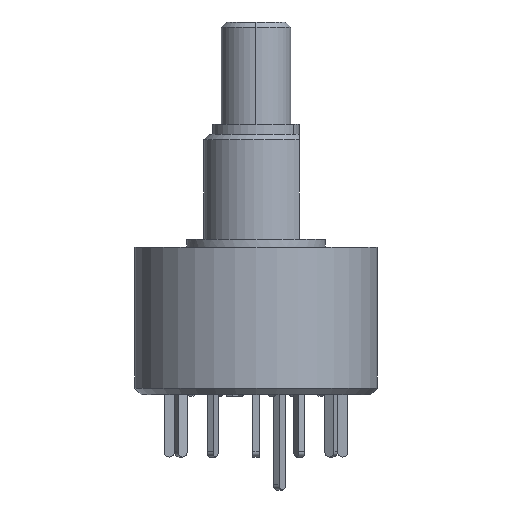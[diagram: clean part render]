
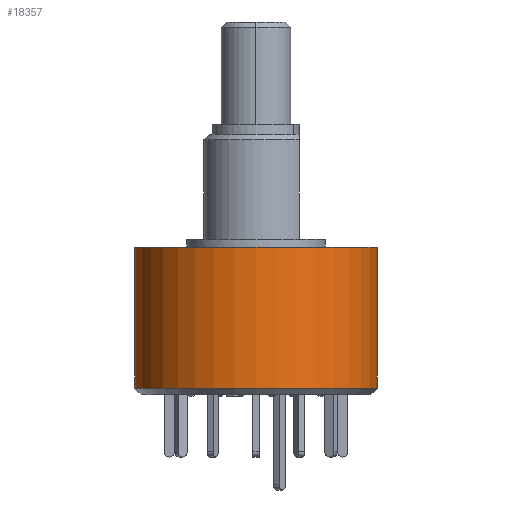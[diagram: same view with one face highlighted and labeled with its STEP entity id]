
A CAD part, left-side view. The second image highlights one B-rep face of the part: STEP entity #18357.
In plain terms, the highlighted cylindrical face has radius 7 mm (diameter 14 mm), a partial arc.
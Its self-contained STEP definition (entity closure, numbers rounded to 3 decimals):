
#36 = CYLINDRICAL_SURFACE ( 'NONE', #5432, 7. ) ;
#1033 = DIRECTION ( 'NONE',  ( 0., 0., -1. ) ) ;
#1929 = AXIS2_PLACEMENT_3D ( 'NONE', #15536, #16758, #12349 ) ;
#2553 = FACE_OUTER_BOUND ( 'NONE', #11559, .T. ) ;
#4782 = CARTESIAN_POINT ( 'NONE',  ( 0., 7., -8.574 ) ) ;
#4895 = CARTESIAN_POINT ( 'NONE',  ( 0., 7., -0.45 ) ) ;
#5000 = VECTOR ( 'NONE', #14997, 1000. ) ;
#5232 = CIRCLE ( 'NONE', #7537, 7. ) ;
#5356 = CARTESIAN_POINT ( 'NONE',  ( 0., -7., -0.45 ) ) ;
#5432 = AXIS2_PLACEMENT_3D ( 'NONE', #17914, #13178, #9180 ) ;
#5547 = EDGE_CURVE ( 'NONE', #9740, #18587, #15946, .T. ) ;
#5607 = VERTEX_POINT ( 'NONE', #7139 ) ;
#7139 = CARTESIAN_POINT ( 'NONE',  ( 0., 7., -0.45 ) ) ;
#7344 = EDGE_CURVE ( 'NONE', #5607, #12244, #10487, .T. ) ;
#7537 = AXIS2_PLACEMENT_3D ( 'NONE', #11012, #11076, #7866 ) ;
#7866 = DIRECTION ( 'NONE',  ( 0., -1., 0. ) ) ;
#9180 = DIRECTION ( 'NONE',  ( 0., 1., 0. ) ) ;
#9740 = VERTEX_POINT ( 'NONE', #12955 ) ;
#10487 = LINE ( 'NONE', #4895, #5000 ) ;
#11012 = CARTESIAN_POINT ( 'NONE',  ( 0., 0., -0.45 ) ) ;
#11076 = DIRECTION ( 'NONE',  ( 0., 0., 1. ) ) ;
#11559 = EDGE_LOOP ( 'NONE', ( #15824, #14727, #13684, #15821 ) ) ;
#11998 = VECTOR ( 'NONE', #1033, 1000. ) ;
#12244 = VERTEX_POINT ( 'NONE', #4782 ) ;
#12349 = DIRECTION ( 'NONE',  ( 0., -1., 0. ) ) ;
#12955 = CARTESIAN_POINT ( 'NONE',  ( 0., -7., -0.45 ) ) ;
#13178 = DIRECTION ( 'NONE',  ( 0., 0., -1. ) ) ;
#13684 = ORIENTED_EDGE ( 'NONE', *, *, #7344, .T. ) ;
#14100 = CIRCLE ( 'NONE', #1929, 7. ) ;
#14141 = CARTESIAN_POINT ( 'NONE',  ( 0., -7., -8.574 ) ) ;
#14727 = ORIENTED_EDGE ( 'NONE', *, *, #15614, .F. ) ;
#14997 = DIRECTION ( 'NONE',  ( 0., 0., -1. ) ) ;
#15536 = CARTESIAN_POINT ( 'NONE',  ( 0., 0., -8.574 ) ) ;
#15614 = EDGE_CURVE ( 'NONE', #5607, #9740, #5232, .T. ) ;
#15821 = ORIENTED_EDGE ( 'NONE', *, *, #16279, .T. ) ;
#15824 = ORIENTED_EDGE ( 'NONE', *, *, #5547, .F. ) ;
#15946 = LINE ( 'NONE', #5356, #11998 ) ;
#16279 = EDGE_CURVE ( 'NONE', #12244, #18587, #14100, .T. ) ;
#16758 = DIRECTION ( 'NONE',  ( 0., 0., 1. ) ) ;
#17914 = CARTESIAN_POINT ( 'NONE',  ( 0., 0., -0.45 ) ) ;
#18357 = ADVANCED_FACE ( 'NONE', ( #2553 ), #36, .T. ) ;
#18587 = VERTEX_POINT ( 'NONE', #14141 ) ;
